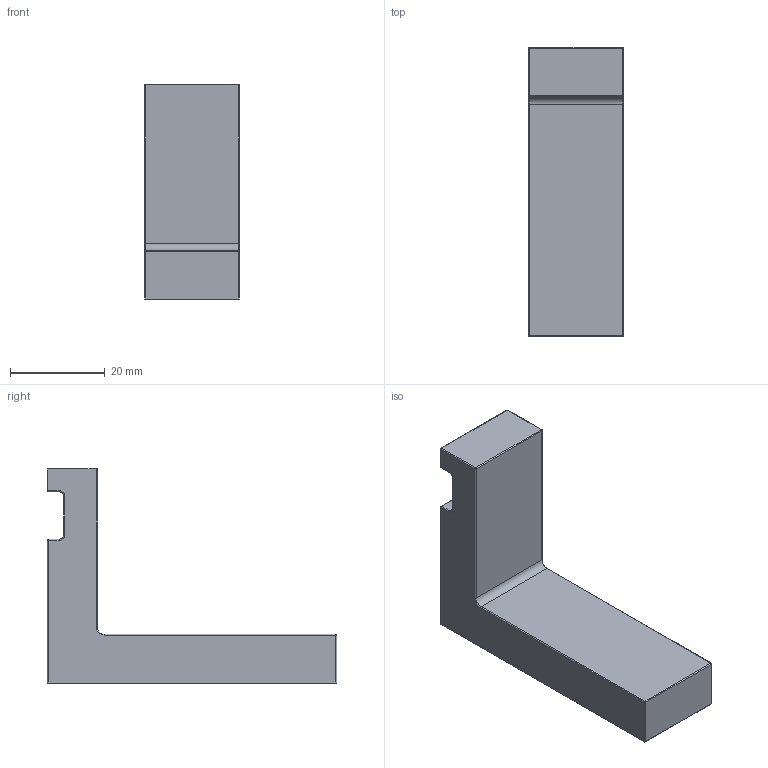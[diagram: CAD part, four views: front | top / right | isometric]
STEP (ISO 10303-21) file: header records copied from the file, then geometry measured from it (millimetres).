
FILE_DESCRIPTION (( 'STEP AP203' ), '1' );
FILE_NAME ('83251980-00.STEP', '2018-07-04T05:56:59', ( '' ), ( '' ), 'SwSTEP 2.0', 'SolidWorks 2017', '' );
FILE_SCHEMA (( 'CONFIG_CONTROL_DESIGN' ));
Length unit declared in the file: millimetre
Products named in the file (1): 83251980-00
Bounding box: 20 x 61 x 45.5 mm (x, y, z)
Volume: 19473.3 mm3; surface area: 6268.6 mm2
Topology: 1 solids, 1 shells, 59 faces, 133 edges, 64 vertices
Faces by surface type: cylinder 29, plane 12, sphere 12, torus 6
Entity records: 1592 total; most frequent: DIRECTION 299, CARTESIAN_POINT 251, ORIENTED_EDGE 242, EDGE_CURVE 121, AXIS2_PLACEMENT_3D 120, VERTEX_POINT 64, CIRCLE 60, VECTOR 59
